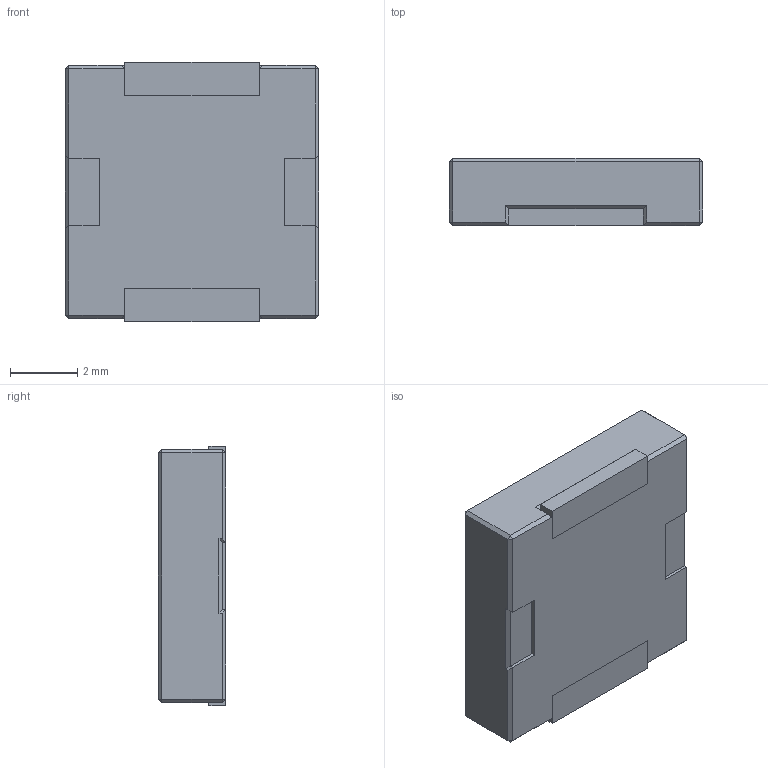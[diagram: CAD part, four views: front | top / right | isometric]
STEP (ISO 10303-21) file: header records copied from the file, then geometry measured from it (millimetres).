
FILE_DESCRIPTION(/* description */ (''),/* implementation_level */ '2;1');
FILE_NAME(/* name */ 'AST0760MCTRQ.step',/* time_stamp */ '2021-09-01T22:42:17-03:00',/* author */ (''),/* organization */ (''),/* preprocessor_version */ 'ST-DEVELOPER v18.1',/* originating_system */ 'Autodesk Translation Framework v10.10.0.1391',/* authorisation */ '');
FILE_SCHEMA (('AUTOMOTIVE_DESIGN { 1 0 10303 214 3 1 1 }'));
Length unit declared in the file: millimetre
Products named in the file (1): Untitled
Bounding box: 7.5 x 2 x 7.7 mm (x, y, z)
Volume: 112.1 mm3; surface area: 196.7 mm2
Topology: 3 solids, 3 shells, 72 faces, 155 edges, 90 vertices
Faces by surface type: plane 71, cylinder 1
Full cylindrical faces by diameter (mm): 0.6 x1
Entity records: 1906 total; most frequent: CARTESIAN_POINT 318, ORIENTED_EDGE 310, DIRECTION 303, EDGE_CURVE 155, LINE 153, VECTOR 153, VERTEX_POINT 90, AXIS2_PLACEMENT_3D 75
